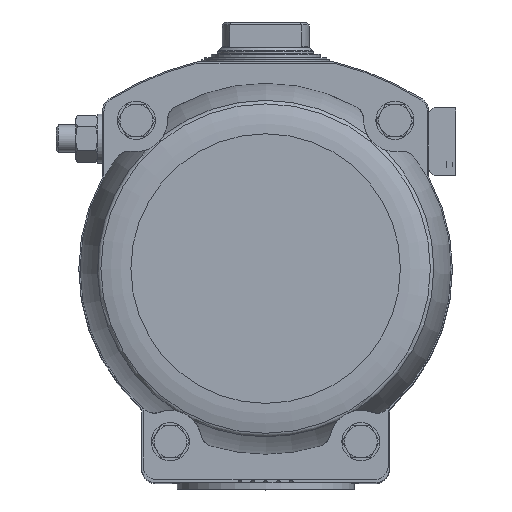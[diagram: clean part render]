
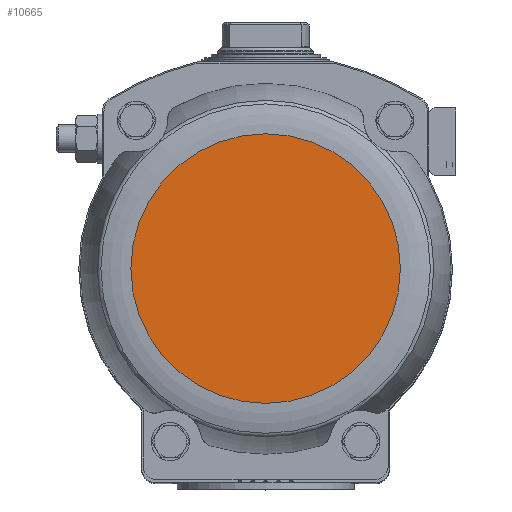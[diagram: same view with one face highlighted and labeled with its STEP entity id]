
A CAD part, top view. The second image highlights one B-rep face of the part: STEP entity #10665.
In plain terms, the highlighted planar face has unit normal (0, 0, 1).
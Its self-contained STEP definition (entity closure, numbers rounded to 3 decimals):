
#439=PLANE('',#11747);
#3802=ORIENTED_EDGE('',*,*,#6079,.T.);
#6079=EDGE_CURVE('',#7369,#7369,#8088,.T.);
#7369=VERTEX_POINT('',#17886);
#8088=CIRCLE('',#11746,99.019);
#8771=EDGE_LOOP('',(#3802));
#9693=FACE_BOUND('',#8771,.T.);
#10665=ADVANCED_FACE('',(#9693),#439,.F.);
#11746=AXIS2_PLACEMENT_3D('',#17885,#14086,#14087);
#11747=AXIS2_PLACEMENT_3D('',#17887,#14088,#14089);
#14086=DIRECTION('',(0.,0.,1.));
#14087=DIRECTION('',(1.,0.,0.));
#14088=DIRECTION('',(0.,0.,-1.));
#14089=DIRECTION('',(-1.,0.,0.));
#17885=CARTESIAN_POINT('',(0.,0.,318.));
#17886=CARTESIAN_POINT('',(99.019,0.,318.));
#17887=CARTESIAN_POINT('',(99.019,0.,318.));
